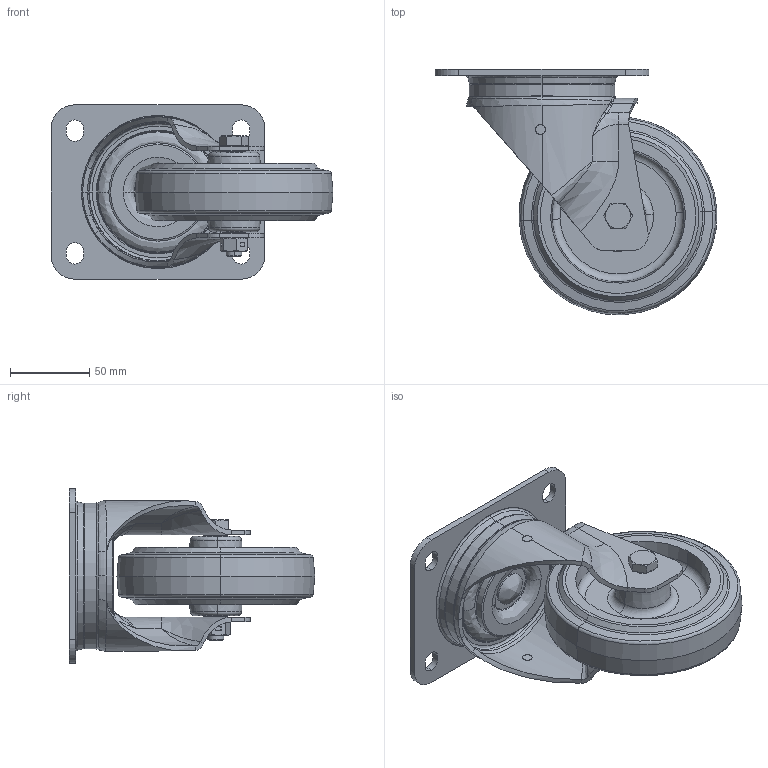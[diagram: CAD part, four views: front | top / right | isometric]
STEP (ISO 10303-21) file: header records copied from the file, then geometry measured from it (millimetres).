
FILE_DESCRIPTION (( 'STEP AP214' ), '1' );
FILE_NAME ('0039952_L-IK-EGK-125-R-3-GP.STEP', '2016-07-12T12:41:33', ( '' ), ( '' ), 'SwSTEP 2.0', 'SolidWorks 2016', '' );
FILE_SCHEMA (( 'AUTOMOTIVE_DESIGN' ));
Length unit declared in the file: millimetre
Products named in the file (1): 0039952_L-IK-EGK-125-R-3-GP
Bounding box: 177.92 x 154.92 x 110 mm (x, y, z)
Surface area: 194548.5 mm2 (no closed solid volume)
Topology: 0 solids, 19 shells, 502 faces, 1227 edges, 765 vertices
Faces by surface type: bspline 150, plane 112, cone 92, cylinder 90, torus 58
Entity records: 32209 total; most frequent: CARTESIAN_POINT 15787, ORIENTED_EDGE 2372, DIRECTION 2035, EDGE_CURVE 1225, AXIS2_PLACEMENT_3D 843, VERTEX_POINT 765, EDGE_LOOP 562, UNCERTAINTY_MEASURE_WITH_UNIT 509
